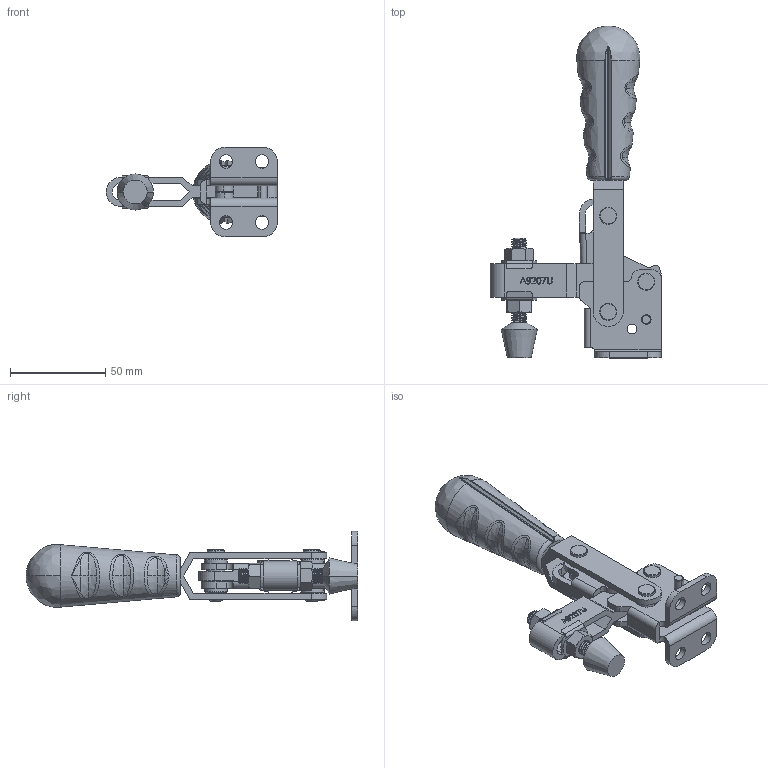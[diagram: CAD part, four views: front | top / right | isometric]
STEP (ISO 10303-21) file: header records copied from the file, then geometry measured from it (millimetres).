
FILE_DESCRIPTION (( 'STEP AP214' ), '1' );
FILE_NAME ('A9207U.STEP', '2022-01-11T07:52:58', ( 'D2' ), ( '' ), 'SwSTEP 2.0', 'SolidWorks 2016', '' );
FILE_SCHEMA (( 'AUTOMOTIVE_DESIGN' ));
Length unit declared in the file: millimetre
Products named in the file (14): FCMM_FC-086312; DEFAULT-9; DEFAULT-8; DEFAULT-7; DEFAULT-6; DEFAULT-5; DEFAULT-4; DEFAULT-3; DEFAULT-2; DEFAULT-1; 6800GH-3-12AMF; A9207U; Hexagon Nut_1_JIS_JIS B 1181 Hexagon nut - Class 1 Finished M8 --S; FW_FW-141
Assembly tree (21 placements, depth 2):
  A9207U
    6800GH-3-12AMF
    DEFAULT-1
    DEFAULT-2  x2
    DEFAULT-3
    DEFAULT-4
    DEFAULT-5  x2
    DEFAULT-6  x2
    DEFAULT-7
    DEFAULT-8  x4
    DEFAULT-9
    FCMM_FC-086312
    FW_FW-141  x2
    Hexagon Nut_1_JIS_JIS B 1181 Hexagon nut - Class 1 Finished M8 --S  x2
Bounding box: 90.29 x 174.51 x 47 mm (x, y, z)
Volume: 95657.4 mm3; surface area: 54428 mm2
Topology: 22 solids, 22 shells, 782 faces, 1910 edges, 1194 vertices
Faces by surface type: cylinder 312, plane 215, cone 137, bspline 108, torus 10
Entity records: 36572 total; most frequent: CARTESIAN_POINT 20994, ORIENTED_EDGE 3036, DIRECTION 2539, EDGE_CURVE 1518, VERTEX_POINT 968, AXIS2_PLACEMENT_3D 941, EDGE_LOOP 676, LINE 657
